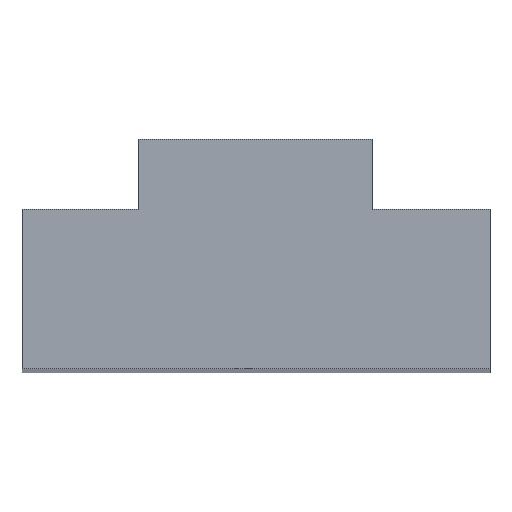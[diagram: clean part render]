
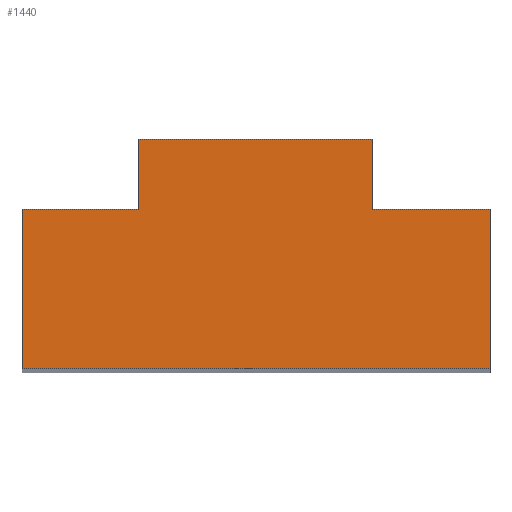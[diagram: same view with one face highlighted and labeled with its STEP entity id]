
A CAD part, top view. The second image highlights one B-rep face of the part: STEP entity #1440.
In plain terms, the highlighted planar face has unit normal (0, 0, 1).
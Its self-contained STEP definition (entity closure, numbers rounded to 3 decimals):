
#730=CARTESIAN_POINT('',(0.,0.,200.));
#740=DIRECTION('',(0.,0.,1.));
#750=DIRECTION('',(1.,0.,0.));
#760=AXIS2_PLACEMENT_3D('',#730,#740,#750);
#770=PLANE('',#760);
#780=CARTESIAN_POINT('',(0.,0.,200.));
#790=DIRECTION('',(0.,1.,0.));
#800=VECTOR('',#790,1.);
#810=LINE('',#780,#800);
#820=CARTESIAN_POINT('',(0.,0.,200.));
#830=VERTEX_POINT('',#820);
#840=CARTESIAN_POINT('',(0.,6.8,200.));
#850=VERTEX_POINT('',#840);
#860=EDGE_CURVE('',#830,#850,#810,.T.);
#870=ORIENTED_EDGE('',*,*,#860,.F.);
#880=CARTESIAN_POINT('',(0.,6.8,200.));
#890=DIRECTION('',(1.,0.,0.));
#900=VECTOR('',#890,1.);
#910=LINE('',#880,#900);
#920=CARTESIAN_POINT('',(5.,6.8,200.));
#930=VERTEX_POINT('',#920);
#940=EDGE_CURVE('',#850,#930,#910,.T.);
#950=ORIENTED_EDGE('',*,*,#940,.F.);
#960=CARTESIAN_POINT('',(5.,4.9,200.));
#970=DIRECTION('',(0.,1.,0.));
#980=VECTOR('',#970,1.);
#990=LINE('',#960,#980);
#1000=CARTESIAN_POINT('',(5.,9.8,200.));
#1010=VERTEX_POINT('',#1000);
#1020=EDGE_CURVE('',#930,#1010,#990,.T.);
#1030=ORIENTED_EDGE('',*,*,#1020,.F.);
#1040=CARTESIAN_POINT('',(5.,9.8,200.));
#1050=DIRECTION('',(1.,0.,0.));
#1060=VECTOR('',#1050,1.);
#1070=LINE('',#1040,#1060);
#1080=CARTESIAN_POINT('',(15.,9.8,200.));
#1090=VERTEX_POINT('',#1080);
#1100=EDGE_CURVE('',#1010,#1090,#1070,.T.);
#1110=ORIENTED_EDGE('',*,*,#1100,.F.);
#1120=CARTESIAN_POINT('',(15.,6.5,200.));
#1130=DIRECTION('',(0.,-1.,0.));
#1140=VECTOR('',#1130,1.);
#1150=LINE('',#1120,#1140);
#1160=CARTESIAN_POINT('',(15.,6.8,200.));
#1170=VERTEX_POINT('',#1160);
#1180=EDGE_CURVE('',#1090,#1170,#1150,.T.);
#1190=ORIENTED_EDGE('',*,*,#1180,.F.);
#1200=CARTESIAN_POINT('',(15.,6.8,200.));
#1210=DIRECTION('',(1.,0.,0.));
#1220=VECTOR('',#1210,1.);
#1230=LINE('',#1200,#1220);
#1240=CARTESIAN_POINT('',(20.,6.8,200.));
#1250=VERTEX_POINT('',#1240);
#1260=EDGE_CURVE('',#1170,#1250,#1230,.T.);
#1270=ORIENTED_EDGE('',*,*,#1260,.F.);
#1280=CARTESIAN_POINT('',(20.,0.,200.));
#1290=DIRECTION('',(0.,1.,0.));
#1300=VECTOR('',#1290,1.);
#1310=LINE('',#1280,#1300);
#1320=CARTESIAN_POINT('',(20.,0.,200.));
#1330=VERTEX_POINT('',#1320);
#1340=EDGE_CURVE('',#1330,#1250,#1310,.T.);
#1350=ORIENTED_EDGE('',*,*,#1340,.T.);
#1360=CARTESIAN_POINT('',(0.,0.,200.));
#1370=DIRECTION('',(1.,0.,0.));
#1380=VECTOR('',#1370,1.);
#1390=LINE('',#1360,#1380);
#1400=EDGE_CURVE('',#830,#1330,#1390,.T.);
#1410=ORIENTED_EDGE('',*,*,#1400,.T.);
#1420=EDGE_LOOP('',(#1410,#1350,#1270,#1190,#1110,#1030,#950,#870));
#1430=FACE_OUTER_BOUND('',#1420,.T.);
#1440=ADVANCED_FACE('',(#1430),#770,.T.);
